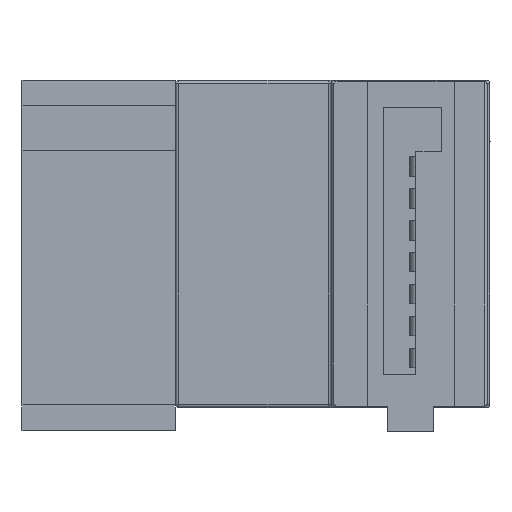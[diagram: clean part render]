
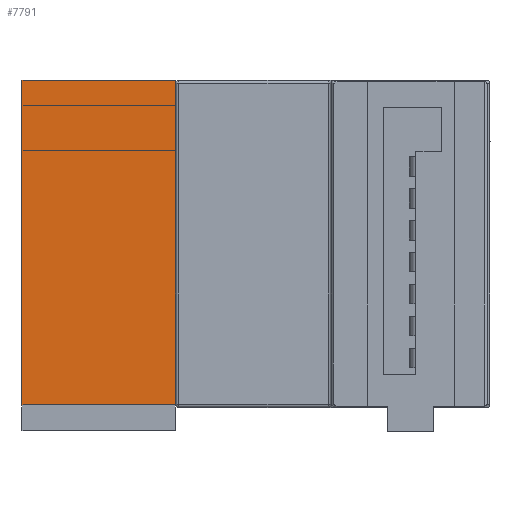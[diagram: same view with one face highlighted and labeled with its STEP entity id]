
A CAD part, left-side view. The second image highlights one B-rep face of the part: STEP entity #7791.
In plain terms, the highlighted face is planar.
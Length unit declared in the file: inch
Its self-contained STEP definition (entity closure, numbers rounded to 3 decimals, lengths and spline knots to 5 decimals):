
#1206 = VECTOR ( 'NONE', #1207, 39.37008 ) ;
#1207 = DIRECTION ( 'NONE',  ( 0., 0., -1. ) ) ;
#1208 = CARTESIAN_POINT ( 'NONE',  ( -0.12, -0.068, -0.254 ) ) ;
#1209 = LINE ( 'NONE', #1208, #1206 ) ;
#1217 = CARTESIAN_POINT ( 'NONE',  ( -0.12, -0.068, -0.254 ) ) ;
#2054 = DIRECTION ( 'NONE',  ( 0., 0., 1. ) ) ;
#2055 = DIRECTION ( 'NONE',  ( 0., 1., 0. ) ) ;
#2056 = CARTESIAN_POINT ( 'NONE',  ( 0.12, -0.068, -0.254 ) ) ;
#2057 = AXIS2_PLACEMENT_3D ( 'NONE', #2056, #2055, #2054 ) ;
#2058 = PLANE ( 'NONE',  #2057 ) ;
#2059 = FACE_OUTER_BOUND ( 'NONE', #7750, .T. ) ;
#2140 = CARTESIAN_POINT ( 'NONE',  ( -0.12, -0.068, 0.254 ) ) ;
#2163 = DIRECTION ( 'NONE',  ( -1., 0., 0. ) ) ;
#2164 = VECTOR ( 'NONE', #2163, 39.37008 ) ;
#2165 = CARTESIAN_POINT ( 'NONE',  ( 0.12, -0.068, 0.254 ) ) ;
#2166 = LINE ( 'NONE', #2165, #2164 ) ;
#2173 = DIRECTION ( 'NONE',  ( -1., 0., 0. ) ) ;
#2174 = VECTOR ( 'NONE', #2173, 39.37008 ) ;
#2175 = CARTESIAN_POINT ( 'NONE',  ( 0.12, -0.068, -0.254 ) ) ;
#2176 = LINE ( 'NONE', #2175, #2174 ) ;
#3561 = DIRECTION ( 'NONE',  ( 0., 0., -1. ) ) ;
#3562 = VECTOR ( 'NONE', #3561, 39.37008 ) ;
#3563 = CARTESIAN_POINT ( 'NONE',  ( 0.12, -0.068, -0.254 ) ) ;
#3564 = LINE ( 'NONE', #3563, #3562 ) ;
#3599 = CARTESIAN_POINT ( 'NONE',  ( 0.12, -0.068, 0.254 ) ) ;
#3608 = CARTESIAN_POINT ( 'NONE',  ( 0.12, -0.068, -0.254 ) ) ;
#7656 = EDGE_CURVE ( 'NONE', #7698, #7659, #1209, .T. ) ;
#7659 = VERTEX_POINT ( 'NONE', #1217 ) ;
#7698 = VERTEX_POINT ( 'NONE', #2140 ) ;
#7713 = EDGE_CURVE ( 'NONE', #8581, #7659, #2176, .T. ) ;
#7719 = EDGE_CURVE ( 'NONE', #8586, #7698, #2166, .T. ) ;
#7730 = ORIENTED_EDGE ( 'NONE', *, *, #8600, .F. ) ;
#7750 = EDGE_LOOP ( 'NONE', ( #7751, #7752, #7730, #7792 ) ) ;
#7751 = ORIENTED_EDGE ( 'NONE', *, *, #7656, .T. ) ;
#7752 = ORIENTED_EDGE ( 'NONE', *, *, #7713, .F. ) ;
#7791 = ADVANCED_FACE ( 'NONE', ( #2059 ), #2058, .F. ) ;
#7792 = ORIENTED_EDGE ( 'NONE', *, *, #7719, .T. ) ;
#8581 = VERTEX_POINT ( 'NONE', #3608 ) ;
#8586 = VERTEX_POINT ( 'NONE', #3599 ) ;
#8600 = EDGE_CURVE ( 'NONE', #8586, #8581, #3564, .T. ) ;
